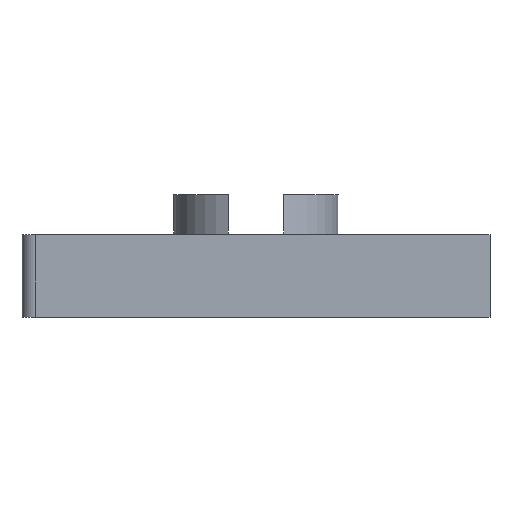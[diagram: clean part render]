
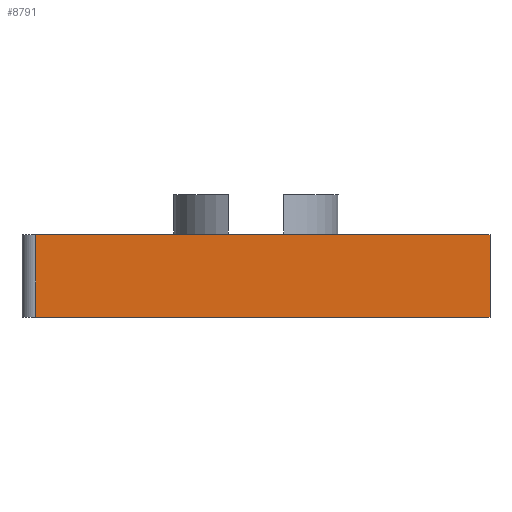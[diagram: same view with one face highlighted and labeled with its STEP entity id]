
A CAD part, front view. The second image highlights one B-rep face of the part: STEP entity #8791.
In plain terms, the highlighted planar face has unit normal (0, -1, 0).
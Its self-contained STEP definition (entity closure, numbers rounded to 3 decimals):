
#357=LINE('',#12792,#1529);
#421=LINE('',#12925,#1593);
#422=LINE('',#12927,#1594);
#423=LINE('',#12928,#1595);
#1529=VECTOR('',#10309,10.);
#1593=VECTOR('',#10409,10.);
#1594=VECTOR('',#10410,10.);
#1595=VECTOR('',#10411,10.);
#2546=PLANE('',#9383);
#3034=FACE_OUTER_BOUND('',#3560,.T.);
#3560=EDGE_LOOP('',(#6655,#6656,#6657,#6658));
#4296=VERTEX_POINT('',#12781);
#4301=VERTEX_POINT('',#12790);
#4352=VERTEX_POINT('',#12924);
#4353=VERTEX_POINT('',#12926);
#5180=EDGE_CURVE('',#4301,#4296,#357,.T.);
#5244=EDGE_CURVE('',#4352,#4296,#421,.T.);
#5245=EDGE_CURVE('',#4301,#4353,#422,.T.);
#5246=EDGE_CURVE('',#4352,#4353,#423,.F.);
#6655=ORIENTED_EDGE('',*,*,#5244,.T.);
#6656=ORIENTED_EDGE('',*,*,#5180,.F.);
#6657=ORIENTED_EDGE('',*,*,#5245,.T.);
#6658=ORIENTED_EDGE('',*,*,#5246,.F.);
#8791=ADVANCED_FACE('',(#3034),#2546,.T.);
#9383=AXIS2_PLACEMENT_3D('',#12923,#10407,#10408);
#10309=DIRECTION('',(-1.,0.,0.));
#10407=DIRECTION('center_axis',(0.,-1.,0.));
#10408=DIRECTION('ref_axis',(1.,0.,0.));
#10409=DIRECTION('',(0.,0.,-1.));
#10410=DIRECTION('',(0.,0.,1.));
#10411=DIRECTION('',(-1.,0.,0.));
#12781=CARTESIAN_POINT('',(-40.,-20.,-2.));
#12790=CARTESIAN_POINT('',(125.,-20.,-2.));
#12792=CARTESIAN_POINT('',(12.5,-20.,-2.));
#12923=CARTESIAN_POINT('Origin',(-25.,-20.,0.));
#12924=CARTESIAN_POINT('',(-40.,-20.,28.));
#12925=CARTESIAN_POINT('',(-40.,-20.,0.));
#12926=CARTESIAN_POINT('',(125.,-20.,28.));
#12927=CARTESIAN_POINT('',(125.,-20.,0.));
#12928=CARTESIAN_POINT('',(12.5,-20.,28.));
